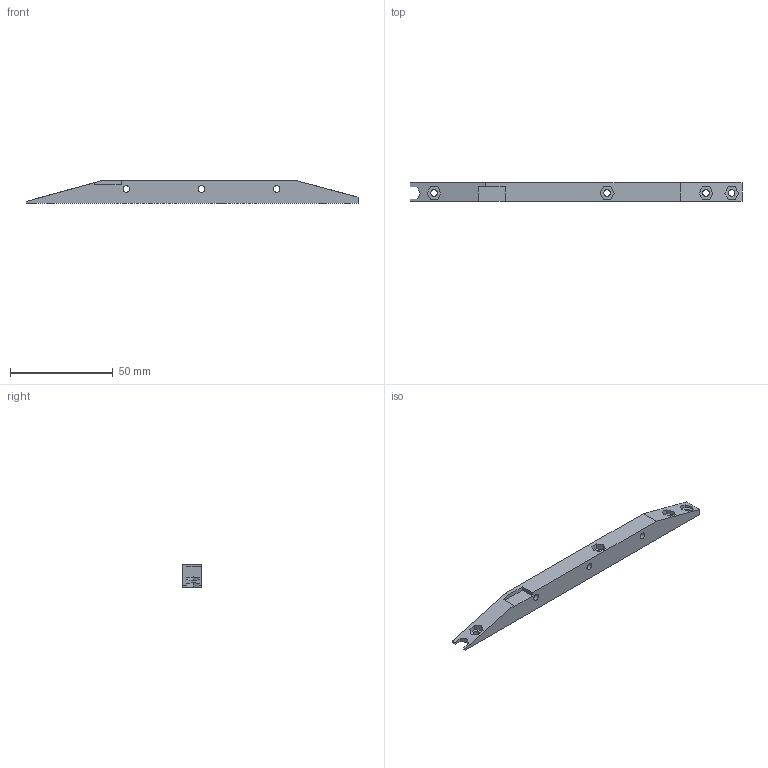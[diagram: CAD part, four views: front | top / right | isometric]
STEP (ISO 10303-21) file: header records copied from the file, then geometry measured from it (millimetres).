
FILE_DESCRIPTION(/* description */ (''),/* implementation_level */ '2;1');
FILE_NAME(/* name */ 'wheel_support_v2_left_narrow.stp',/* time_stamp */ '2018-01-17T16:10:28+01:00',/* author */ ('poryz'),/* organization */ (''),/* preprocessor_version */ 'ST-DEVELOPER v17',/* originating_system */ 'Autodesk Inventor 2018',/* authorisation */ '');
FILE_SCHEMA (('AUTOMOTIVE_DESIGN { 1 0 10303 214 3 1 1 }'));
Length unit declared in the file: millimetre
Products named in the file (1): wheel_support_v2_test
Bounding box: 161.2 x 9 x 11 mm (x, y, z)
Volume: 12356.1 mm3; surface area: 6410.1 mm2
Topology: 1 solids, 1 shells, 52 faces, 138 edges, 92 vertices
Faces by surface type: plane 45, cylinder 7
Full cylindrical faces by diameter (mm): 3.2 x7
Entity records: 1663 total; most frequent: CARTESIAN_POINT 283, ORIENTED_EDGE 276, DIRECTION 258, EDGE_CURVE 138, LINE 124, VECTOR 124, VERTEX_POINT 92, EDGE_LOOP 70
